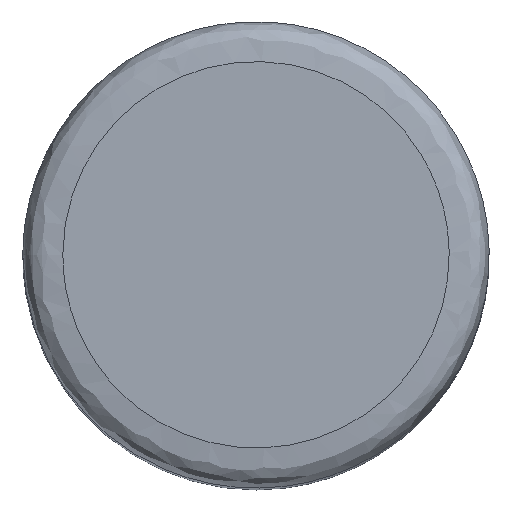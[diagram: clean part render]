
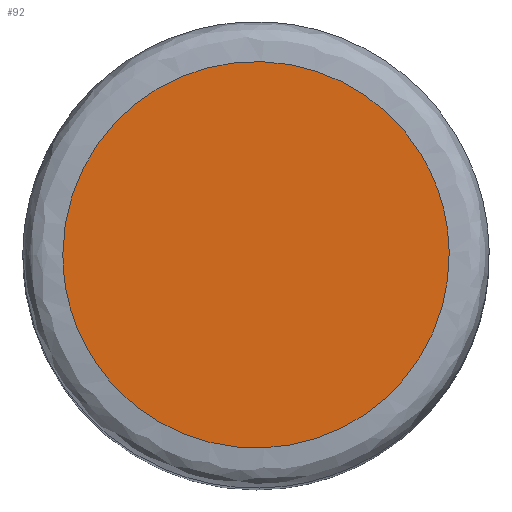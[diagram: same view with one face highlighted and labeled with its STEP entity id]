
A CAD part, top view. The second image highlights one B-rep face of the part: STEP entity #92.
In plain terms, the highlighted planar face has unit normal (0, 0, 1).
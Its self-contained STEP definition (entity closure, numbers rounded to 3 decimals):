
#21=B_SPLINE_CURVE_WITH_KNOTS('',3,(#536,#537,#538,#539,#540,#541,#542,
#543,#544,#545,#546,#547,#548,#549,#550,#551,#552,#553),.UNSPECIFIED.,.T.,
 .F.,(4,1,1,1,1,1,1,1,1,1,1,1,1,1,1,4),(-9.069,-8.421,
-7.774,-7.126,-6.478,-5.614,
-5.182,-4.751,-3.887,-3.023,
-2.807,-2.591,-1.727,-1.296,
-0.648,0.),.UNSPECIFIED.);
#26=PLANE('',#113);
#33=FACE_OUTER_BOUND('',#41,.T.);
#41=EDGE_LOOP('',(#83));
#53=VERTEX_POINT('',#528);
#63=EDGE_CURVE('',#53,#53,#21,.T.);
#83=ORIENTED_EDGE('',*,*,#63,.F.);
#92=ADVANCED_FACE('',(#33),#26,.T.);
#113=AXIS2_PLACEMENT_3D('',#554,#130,#131);
#130=DIRECTION('center_axis',(0.,0.,1.));
#131=DIRECTION('ref_axis',(1.,0.,0.));
#528=CARTESIAN_POINT('',(112.938,-58.198,387.));
#536=CARTESIAN_POINT('Ctrl Pts',(112.938,-58.198,387.));
#537=CARTESIAN_POINT('Ctrl Pts',(112.938,-56.029,387.));
#538=CARTESIAN_POINT('Ctrl Pts',(113.927,-51.692,387.));
#539=CARTESIAN_POINT('Ctrl Pts',(118.089,-46.472,387.));
#540=CARTESIAN_POINT('Ctrl Pts',(124.099,-43.581,387.));
#541=CARTESIAN_POINT('Ctrl Pts',(131.52,-43.571,387.));
#542=CARTESIAN_POINT('Ctrl Pts',(137.41,-46.97,387.));
#543=CARTESIAN_POINT('Ctrl Pts',(140.694,-51.814,387.));
#544=CARTESIAN_POINT('Ctrl Pts',(142.432,-57.4,387.));
#545=CARTESIAN_POINT('Ctrl Pts',(141.309,-64.878,387.));
#546=CARTESIAN_POINT('Ctrl Pts',(136.678,-69.866,387.));
#547=CARTESIAN_POINT('Ctrl Pts',(132.755,-71.746,387.));
#548=CARTESIAN_POINT('Ctrl Pts',(128.598,-73.038,387.));
#549=CARTESIAN_POINT('Ctrl Pts',(123.327,-72.633,387.));
#550=CARTESIAN_POINT('Ctrl Pts',(117.627,-69.337,387.));
#551=CARTESIAN_POINT('Ctrl Pts',(113.927,-64.706,387.));
#552=CARTESIAN_POINT('Ctrl Pts',(112.938,-60.367,387.));
#553=CARTESIAN_POINT('Ctrl Pts',(112.938,-58.198,387.));
#554=CARTESIAN_POINT('Origin',(127.438,11.824,387.));
